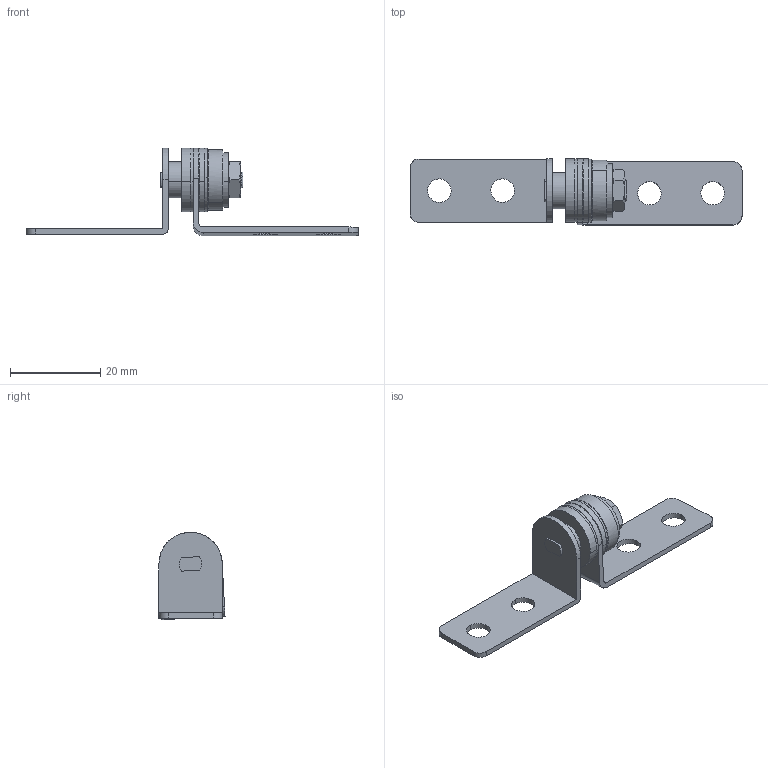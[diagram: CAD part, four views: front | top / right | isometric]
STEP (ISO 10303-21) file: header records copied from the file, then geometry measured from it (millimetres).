
FILE_DESCRIPTION((''),'2;1');
FILE_NAME('','2007-04-03T09:39:20',(''),(''),'','CADfix','');
FILE_SCHEMA(('AUTOMOTIVE_DESIGN { 1 0 10303 214 1 1 1 1 }'));
Length unit declared in the file: millimetre
Bounding box: 73.5 x 14.62 x 19.35 mm (x, y, z)
Volume: 3140.4 mm3; surface area: 5593.8 mm2
Topology: 11 solids, 11 shells, 121 faces, 367 edges, 270 vertices
Faces by surface type: bspline 121
Entity records: 4695 total; most frequent: CARTESIAN_POINT 2536, ORIENTED_EDGE 734, EDGE_CURVE 367, VERTEX_POINT 270, EDGE_LOOP 151, FACE_OUTER_BOUND 121, ADVANCED_FACE 121, QUASI_UNIFORM_CURVE 113
